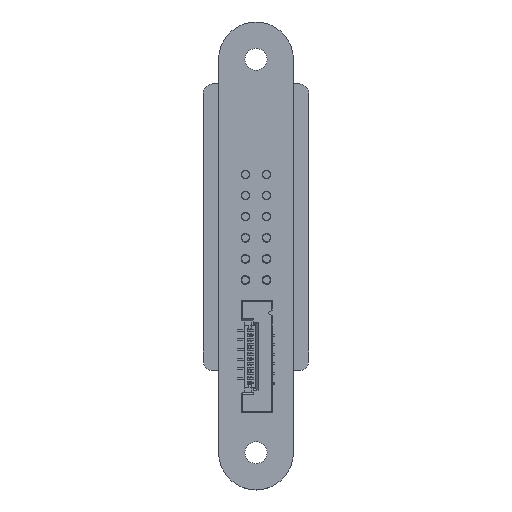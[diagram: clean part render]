
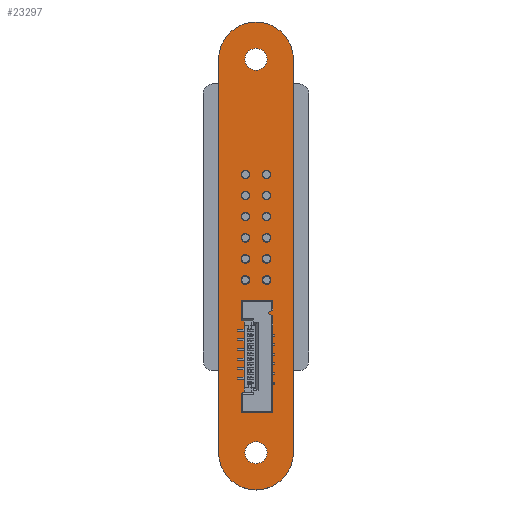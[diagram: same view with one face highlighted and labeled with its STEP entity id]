
A CAD part, top view. The second image highlights one B-rep face of the part: STEP entity #23297.
In plain terms, the highlighted planar face has unit normal (0, 0, 1).
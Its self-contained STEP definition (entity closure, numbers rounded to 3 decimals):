
#23012 = VERTEX_POINT('',#23013);
#23013 = CARTESIAN_POINT('',(-3.9,-3.91,1.6));
#23019 = EDGE_CURVE('',#23012,#23020,#23022,.T.);
#23020 = VERTEX_POINT('',#23021);
#23021 = CARTESIAN_POINT('',(3.9,-3.91,1.6));
#23022 = CIRCLE('',#23023,3.9);
#23023 = AXIS2_PLACEMENT_3D('',#23024,#23025,#23026);
#23024 = CARTESIAN_POINT('',(0.,-3.91,1.6));
#23025 = DIRECTION('',(0.,0.,-1.));
#23026 = DIRECTION('',(-1.,0.,0.));
#23054 = VERTEX_POINT('',#23055);
#23055 = CARTESIAN_POINT('',(-3.9,-14.91,1.6));
#23061 = EDGE_CURVE('',#23054,#23012,#23062,.T.);
#23062 = LINE('',#23063,#23064);
#23063 = CARTESIAN_POINT('',(-3.9,-14.91,1.6));
#23064 = VECTOR('',#23065,1.);
#23065 = DIRECTION('',(0.,1.,0.));
#23083 = EDGE_CURVE('',#23020,#23084,#23086,.T.);
#23084 = VERTEX_POINT('',#23085);
#23085 = CARTESIAN_POINT('',(3.9,-44.91,1.6));
#23086 = LINE('',#23087,#23088);
#23087 = CARTESIAN_POINT('',(3.9,-3.91,1.6));
#23088 = VECTOR('',#23089,1.);
#23089 = DIRECTION('',(0.,-1.,0.));
#23297 = ADVANCED_FACE('',(#23298,#23326,#23337,#23348,#23359,#23370,
    #23381,#23392,#23403,#23414,#23425,#23436,#23447,#23458,#23469),
  #23480,.F.);
#23298 = FACE_BOUND('',#23299,.F.);
#23299 = EDGE_LOOP('',(#23300,#23301,#23302,#23311,#23319,#23325));
#23300 = ORIENTED_EDGE('',*,*,#23019,.T.);
#23301 = ORIENTED_EDGE('',*,*,#23083,.T.);
#23302 = ORIENTED_EDGE('',*,*,#23303,.T.);
#23303 = EDGE_CURVE('',#23084,#23304,#23306,.T.);
#23304 = VERTEX_POINT('',#23305);
#23305 = CARTESIAN_POINT('',(-3.9,-44.91,1.6));
#23306 = CIRCLE('',#23307,3.9);
#23307 = AXIS2_PLACEMENT_3D('',#23308,#23309,#23310);
#23308 = CARTESIAN_POINT('',(0.,-44.91,1.6));
#23309 = DIRECTION('',(0.,0.,-1.));
#23310 = DIRECTION('',(1.,0.,0.));
#23311 = ORIENTED_EDGE('',*,*,#23312,.T.);
#23312 = EDGE_CURVE('',#23304,#23313,#23315,.T.);
#23313 = VERTEX_POINT('',#23314);
#23314 = CARTESIAN_POINT('',(-3.9,-38.91,1.6));
#23315 = LINE('',#23316,#23317);
#23316 = CARTESIAN_POINT('',(-3.9,-44.91,1.6));
#23317 = VECTOR('',#23318,1.);
#23318 = DIRECTION('',(0.,1.,0.));
#23319 = ORIENTED_EDGE('',*,*,#23320,.T.);
#23320 = EDGE_CURVE('',#23313,#23054,#23321,.T.);
#23321 = LINE('',#23322,#23323);
#23322 = CARTESIAN_POINT('',(-3.9,-38.91,1.6));
#23323 = VECTOR('',#23324,1.);
#23324 = DIRECTION('',(0.,1.,0.));
#23325 = ORIENTED_EDGE('',*,*,#23061,.T.);
#23326 = FACE_BOUND('',#23327,.F.);
#23327 = EDGE_LOOP('',(#23328));
#23328 = ORIENTED_EDGE('',*,*,#23329,.F.);
#23329 = EDGE_CURVE('',#23330,#23330,#23332,.T.);
#23330 = VERTEX_POINT('',#23331);
#23331 = CARTESIAN_POINT('',(1.1,-27.36,1.6));
#23332 = CIRCLE('',#23333,0.45);
#23333 = AXIS2_PLACEMENT_3D('',#23334,#23335,#23336);
#23334 = CARTESIAN_POINT('',(1.1,-26.91,1.6));
#23335 = DIRECTION('',(-0.,0.,-1.));
#23336 = DIRECTION('',(-0.,-1.,0.));
#23337 = FACE_BOUND('',#23338,.F.);
#23338 = EDGE_LOOP('',(#23339));
#23339 = ORIENTED_EDGE('',*,*,#23340,.F.);
#23340 = EDGE_CURVE('',#23341,#23341,#23343,.T.);
#23341 = VERTEX_POINT('',#23342);
#23342 = CARTESIAN_POINT('',(1.1,-25.16,1.6));
#23343 = CIRCLE('',#23344,0.45);
#23344 = AXIS2_PLACEMENT_3D('',#23345,#23346,#23347);
#23345 = CARTESIAN_POINT('',(1.1,-24.71,1.6));
#23346 = DIRECTION('',(-0.,0.,-1.));
#23347 = DIRECTION('',(-0.,-1.,0.));
#23348 = FACE_BOUND('',#23349,.F.);
#23349 = EDGE_LOOP('',(#23350));
#23350 = ORIENTED_EDGE('',*,*,#23351,.F.);
#23351 = EDGE_CURVE('',#23352,#23352,#23354,.T.);
#23352 = VERTEX_POINT('',#23353);
#23353 = CARTESIAN_POINT('',(0.,-46.06,1.6));
#23354 = CIRCLE('',#23355,1.15);
#23355 = AXIS2_PLACEMENT_3D('',#23356,#23357,#23358);
#23356 = CARTESIAN_POINT('',(0.,-44.91,1.6));
#23357 = DIRECTION('',(-0.,0.,-1.));
#23358 = DIRECTION('',(0.,-1.,-0.));
#23359 = FACE_BOUND('',#23360,.F.);
#23360 = EDGE_LOOP('',(#23361));
#23361 = ORIENTED_EDGE('',*,*,#23362,.F.);
#23362 = EDGE_CURVE('',#23363,#23363,#23365,.T.);
#23363 = VERTEX_POINT('',#23364);
#23364 = CARTESIAN_POINT('',(-1.1,-27.36,1.6));
#23365 = CIRCLE('',#23366,0.45);
#23366 = AXIS2_PLACEMENT_3D('',#23367,#23368,#23369);
#23367 = CARTESIAN_POINT('',(-1.1,-26.91,1.6));
#23368 = DIRECTION('',(-0.,0.,-1.));
#23369 = DIRECTION('',(-0.,-1.,0.));
#23370 = FACE_BOUND('',#23371,.F.);
#23371 = EDGE_LOOP('',(#23372));
#23372 = ORIENTED_EDGE('',*,*,#23373,.F.);
#23373 = EDGE_CURVE('',#23374,#23374,#23376,.T.);
#23374 = VERTEX_POINT('',#23375);
#23375 = CARTESIAN_POINT('',(-1.1,-25.16,1.6));
#23376 = CIRCLE('',#23377,0.45);
#23377 = AXIS2_PLACEMENT_3D('',#23378,#23379,#23380);
#23378 = CARTESIAN_POINT('',(-1.1,-24.71,1.6));
#23379 = DIRECTION('',(-0.,0.,-1.));
#23380 = DIRECTION('',(-0.,-1.,0.));
#23381 = FACE_BOUND('',#23382,.F.);
#23382 = EDGE_LOOP('',(#23383));
#23383 = ORIENTED_EDGE('',*,*,#23384,.F.);
#23384 = EDGE_CURVE('',#23385,#23385,#23387,.T.);
#23385 = VERTEX_POINT('',#23386);
#23386 = CARTESIAN_POINT('',(1.1,-22.96,1.6));
#23387 = CIRCLE('',#23388,0.45);
#23388 = AXIS2_PLACEMENT_3D('',#23389,#23390,#23391);
#23389 = CARTESIAN_POINT('',(1.1,-22.51,1.6));
#23390 = DIRECTION('',(-0.,0.,-1.));
#23391 = DIRECTION('',(-0.,-1.,0.));
#23392 = FACE_BOUND('',#23393,.F.);
#23393 = EDGE_LOOP('',(#23394));
#23394 = ORIENTED_EDGE('',*,*,#23395,.F.);
#23395 = EDGE_CURVE('',#23396,#23396,#23398,.T.);
#23396 = VERTEX_POINT('',#23397);
#23397 = CARTESIAN_POINT('',(1.1,-20.76,1.6));
#23398 = CIRCLE('',#23399,0.45);
#23399 = AXIS2_PLACEMENT_3D('',#23400,#23401,#23402);
#23400 = CARTESIAN_POINT('',(1.1,-20.31,1.6));
#23401 = DIRECTION('',(-0.,0.,-1.));
#23402 = DIRECTION('',(-0.,-1.,0.));
#23403 = FACE_BOUND('',#23404,.F.);
#23404 = EDGE_LOOP('',(#23405));
#23405 = ORIENTED_EDGE('',*,*,#23406,.F.);
#23406 = EDGE_CURVE('',#23407,#23407,#23409,.T.);
#23407 = VERTEX_POINT('',#23408);
#23408 = CARTESIAN_POINT('',(1.1,-18.56,1.6));
#23409 = CIRCLE('',#23410,0.45);
#23410 = AXIS2_PLACEMENT_3D('',#23411,#23412,#23413);
#23411 = CARTESIAN_POINT('',(1.1,-18.11,1.6));
#23412 = DIRECTION('',(-0.,0.,-1.));
#23413 = DIRECTION('',(-0.,-1.,0.));
#23414 = FACE_BOUND('',#23415,.F.);
#23415 = EDGE_LOOP('',(#23416));
#23416 = ORIENTED_EDGE('',*,*,#23417,.F.);
#23417 = EDGE_CURVE('',#23418,#23418,#23420,.T.);
#23418 = VERTEX_POINT('',#23419);
#23419 = CARTESIAN_POINT('',(1.1,-16.36,1.6));
#23420 = CIRCLE('',#23421,0.45);
#23421 = AXIS2_PLACEMENT_3D('',#23422,#23423,#23424);
#23422 = CARTESIAN_POINT('',(1.1,-15.91,1.6));
#23423 = DIRECTION('',(-0.,0.,-1.));
#23424 = DIRECTION('',(-0.,-1.,0.));
#23425 = FACE_BOUND('',#23426,.F.);
#23426 = EDGE_LOOP('',(#23427));
#23427 = ORIENTED_EDGE('',*,*,#23428,.F.);
#23428 = EDGE_CURVE('',#23429,#23429,#23431,.T.);
#23429 = VERTEX_POINT('',#23430);
#23430 = CARTESIAN_POINT('',(-1.1,-22.96,1.6));
#23431 = CIRCLE('',#23432,0.45);
#23432 = AXIS2_PLACEMENT_3D('',#23433,#23434,#23435);
#23433 = CARTESIAN_POINT('',(-1.1,-22.51,1.6));
#23434 = DIRECTION('',(-0.,0.,-1.));
#23435 = DIRECTION('',(-0.,-1.,0.));
#23436 = FACE_BOUND('',#23437,.F.);
#23437 = EDGE_LOOP('',(#23438));
#23438 = ORIENTED_EDGE('',*,*,#23439,.F.);
#23439 = EDGE_CURVE('',#23440,#23440,#23442,.T.);
#23440 = VERTEX_POINT('',#23441);
#23441 = CARTESIAN_POINT('',(-1.1,-20.76,1.6));
#23442 = CIRCLE('',#23443,0.45);
#23443 = AXIS2_PLACEMENT_3D('',#23444,#23445,#23446);
#23444 = CARTESIAN_POINT('',(-1.1,-20.31,1.6));
#23445 = DIRECTION('',(-0.,0.,-1.));
#23446 = DIRECTION('',(-0.,-1.,0.));
#23447 = FACE_BOUND('',#23448,.F.);
#23448 = EDGE_LOOP('',(#23449));
#23449 = ORIENTED_EDGE('',*,*,#23450,.F.);
#23450 = EDGE_CURVE('',#23451,#23451,#23453,.T.);
#23451 = VERTEX_POINT('',#23452);
#23452 = CARTESIAN_POINT('',(-1.1,-18.56,1.6));
#23453 = CIRCLE('',#23454,0.45);
#23454 = AXIS2_PLACEMENT_3D('',#23455,#23456,#23457);
#23455 = CARTESIAN_POINT('',(-1.1,-18.11,1.6));
#23456 = DIRECTION('',(-0.,0.,-1.));
#23457 = DIRECTION('',(-0.,-1.,0.));
#23458 = FACE_BOUND('',#23459,.F.);
#23459 = EDGE_LOOP('',(#23460));
#23460 = ORIENTED_EDGE('',*,*,#23461,.F.);
#23461 = EDGE_CURVE('',#23462,#23462,#23464,.T.);
#23462 = VERTEX_POINT('',#23463);
#23463 = CARTESIAN_POINT('',(-1.1,-16.36,1.6));
#23464 = CIRCLE('',#23465,0.45);
#23465 = AXIS2_PLACEMENT_3D('',#23466,#23467,#23468);
#23466 = CARTESIAN_POINT('',(-1.1,-15.91,1.6));
#23467 = DIRECTION('',(-0.,0.,-1.));
#23468 = DIRECTION('',(-0.,-1.,0.));
#23469 = FACE_BOUND('',#23470,.F.);
#23470 = EDGE_LOOP('',(#23471));
#23471 = ORIENTED_EDGE('',*,*,#23472,.F.);
#23472 = EDGE_CURVE('',#23473,#23473,#23475,.T.);
#23473 = VERTEX_POINT('',#23474);
#23474 = CARTESIAN_POINT('',(0.,-5.06,1.6));
#23475 = CIRCLE('',#23476,1.15);
#23476 = AXIS2_PLACEMENT_3D('',#23477,#23478,#23479);
#23477 = CARTESIAN_POINT('',(0.,-3.91,1.6));
#23478 = DIRECTION('',(-0.,0.,-1.));
#23479 = DIRECTION('',(0.,-1.,-0.));
#23480 = PLANE('',#23481);
#23481 = AXIS2_PLACEMENT_3D('',#23482,#23483,#23484);
#23482 = CARTESIAN_POINT('',(0.,-24.41,1.6));
#23483 = DIRECTION('',(-0.,-0.,-1.));
#23484 = DIRECTION('',(-1.,0.,0.));
